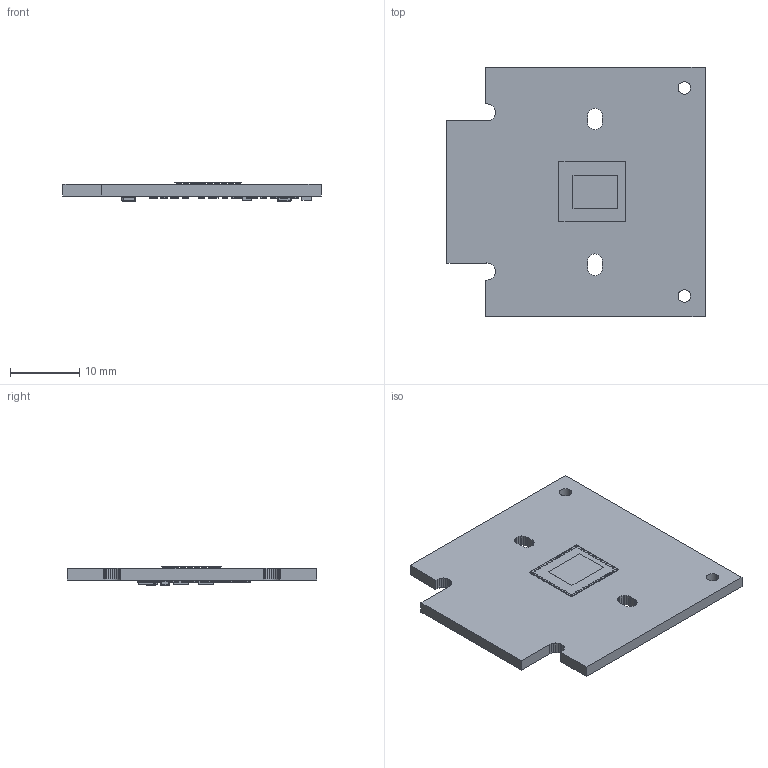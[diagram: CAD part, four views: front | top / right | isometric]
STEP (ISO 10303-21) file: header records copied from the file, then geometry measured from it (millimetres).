
FILE_DESCRIPTION (( 'STEP AP214' ), '1' );
FILE_NAME ('epc660_Chip_CarrierBoard_250um.STEP', '2018-03-29T16:30:40', ( '' ), ( '' ), 'SwSTEP 2.0', 'SolidWorks 2017', '' );
FILE_SCHEMA (( 'AUTOMOTIVE_DESIGN' ));
Length unit declared in the file: millimetre
Products named in the file (1): epc660_Chip_CarrierBoard_250um
Bounding box: 37.22 x 36 x 2.72 mm (x, y, z)
Volume: 2083.2 mm3; surface area: 3139.2 mm2
Topology: 46 solids, 46 shells, 2984 faces, 7638 edges, 4488 vertices
Faces by surface type: bspline 1820, plane 722, cylinder 442
Entity records: 193408 total; most frequent: CARTESIAN_POINT 102214, ORIENTED_EDGE 14156, DIRECTION 7509, EDGE_CURVE 7078, VERTEX_POINT 4488, EDGE_LOOP 3294, VECTOR 3103, LINE 3103
